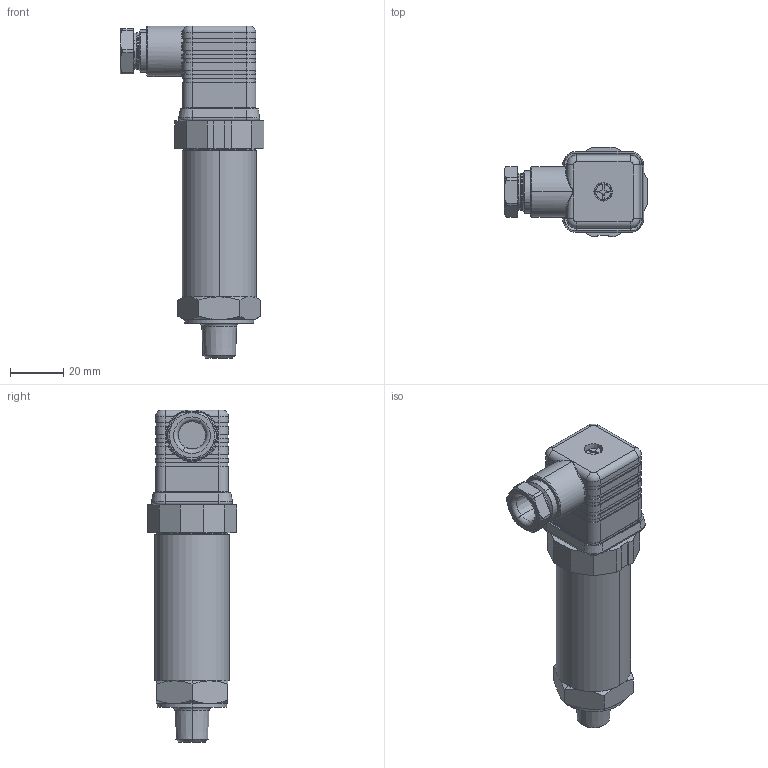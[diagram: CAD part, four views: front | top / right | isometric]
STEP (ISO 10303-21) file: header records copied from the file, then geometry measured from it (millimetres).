
FILE_DESCRIPTION(('Creo Elements/Direct Modeling STEP Export'),'2;1');
FILE_NAME('LP1000_STP.stp','2020-03-24T13:07:49',(''),(''),'Creo Elements/Direct Modeling STEP processor for AP214 (Solid Model)','Creo Elements/Direct Modeling 20.1B 02-Apr-2019 (C) Parametric Technology GmbH','');
FILE_SCHEMA(('AUTOMOTIVE_DESIGN { 1 0 10303 214 1 1 1 1 }'));
Length unit declared in the file: millimetre
Products named in the file (1): LP1000_STP
Bounding box: 54 x 33.5 x 124.9 mm (x, y, z)
Volume: 82720.3 mm3; surface area: 16656.4 mm2
Topology: 1 solids, 9 shells, 634 faces, 1711 edges, 1118 vertices
Faces by surface type: plane 373, cylinder 120, cone 58, extrusion 44, torus 37, bspline 2
Entity records: 25877 total; most frequent: CARTESIAN_POINT 6061, ORIENTED_EDGE 3418, DIRECTION 2821, EDGE_CURVE 1709, VERTEX_POINT 1118, VECTOR 1055, LINE 1011, AXIS2_PLACEMENT_3D 883
